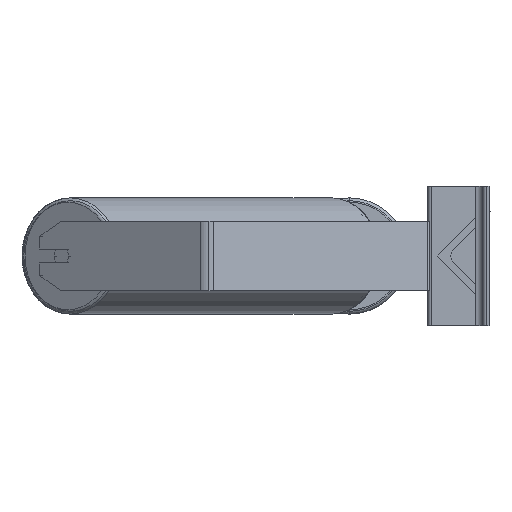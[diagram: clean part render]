
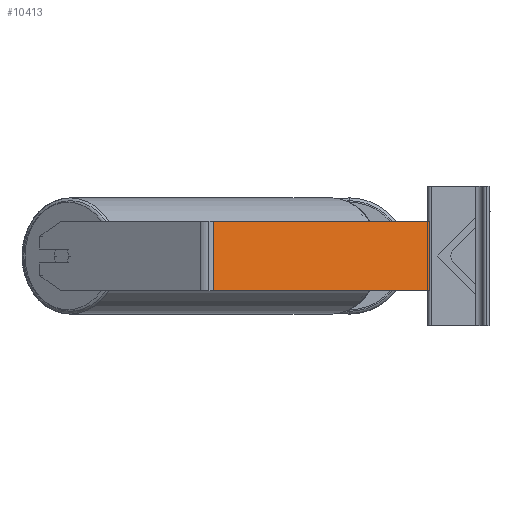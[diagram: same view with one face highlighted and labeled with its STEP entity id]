
A CAD part, left-side view. The second image highlights one B-rep face of the part: STEP entity #10413.
In plain terms, the highlighted planar face has unit normal (-0.94, -0.342, 0).
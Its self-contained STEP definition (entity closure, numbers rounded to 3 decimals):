
#731 = CARTESIAN_POINT ( 'NONE',  ( -787.518, 8.948, 40. ) ) ;
#985 = VERTEX_POINT ( 'NONE', #2042 ) ;
#1055 = ORIENTED_EDGE ( 'NONE', *, *, #4002, .F. ) ;
#1122 = DIRECTION ( 'NONE',  ( -0.342, 0.94, 0. ) ) ;
#2042 = CARTESIAN_POINT ( 'NONE',  ( -877.575, 256.38, 40. ) ) ;
#2175 = EDGE_CURVE ( 'NONE', #985, #9828, #4844, .T. ) ;
#2357 = CARTESIAN_POINT ( 'NONE',  ( -877.575, 256.38, -40. ) ) ;
#2744 = PLANE ( 'NONE',  #4458 ) ;
#3127 = CARTESIAN_POINT ( 'NONE',  ( -787.518, 8.948, 40. ) ) ;
#3312 = LINE ( 'NONE', #4917, #10823 ) ;
#3599 = EDGE_CURVE ( 'NONE', #9796, #3698, #3312, .T. ) ;
#3653 = VECTOR ( 'NONE', #8991, 1000. ) ;
#3698 = VERTEX_POINT ( 'NONE', #6051 ) ;
#3987 = DIRECTION ( 'NONE',  ( 0., 0., -1. ) ) ;
#4002 = EDGE_CURVE ( 'NONE', #9828, #3698, #9227, .T. ) ;
#4138 = DIRECTION ( 'NONE',  ( 0., 0., -1. ) ) ;
#4216 = EDGE_LOOP ( 'NONE', ( #8214, #1055, #7003, #7575 ) ) ;
#4458 = AXIS2_PLACEMENT_3D ( 'NONE', #9645, #5364, #1122 ) ;
#4844 = LINE ( 'NONE', #10782, #3653 ) ;
#4917 = CARTESIAN_POINT ( 'NONE',  ( -880.424, 264.207, -40. ) ) ;
#4978 = DIRECTION ( 'NONE',  ( 0.342, -0.94, 0. ) ) ;
#5230 = CARTESIAN_POINT ( 'NONE',  ( -877.575, 256.38, 40. ) ) ;
#5364 = DIRECTION ( 'NONE',  ( 0.94, 0.342, 0. ) ) ;
#6051 = CARTESIAN_POINT ( 'NONE',  ( -787.518, 8.948, -40. ) ) ;
#6064 = VECTOR ( 'NONE', #3987, 1000. ) ;
#7003 = ORIENTED_EDGE ( 'NONE', *, *, #2175, .F. ) ;
#7069 = VECTOR ( 'NONE', #4138, 1000. ) ;
#7575 = ORIENTED_EDGE ( 'NONE', *, *, #7825, .T. ) ;
#7825 = EDGE_CURVE ( 'NONE', #985, #9796, #9514, .T. ) ;
#8214 = ORIENTED_EDGE ( 'NONE', *, *, #3599, .T. ) ;
#8991 = DIRECTION ( 'NONE',  ( 0.342, -0.94, 0. ) ) ;
#9227 = LINE ( 'NONE', #731, #7069 ) ;
#9514 = LINE ( 'NONE', #5230, #6064 ) ;
#9645 = CARTESIAN_POINT ( 'NONE',  ( -880.424, 264.207, 40. ) ) ;
#9796 = VERTEX_POINT ( 'NONE', #2357 ) ;
#9828 = VERTEX_POINT ( 'NONE', #3127 ) ;
#10413 = ADVANCED_FACE ( 'NONE', ( #10425 ), #2744, .F. ) ;
#10425 = FACE_OUTER_BOUND ( 'NONE', #4216, .T. ) ;
#10782 = CARTESIAN_POINT ( 'NONE',  ( -880.424, 264.207, 40. ) ) ;
#10823 = VECTOR ( 'NONE', #4978, 1000. ) ;
